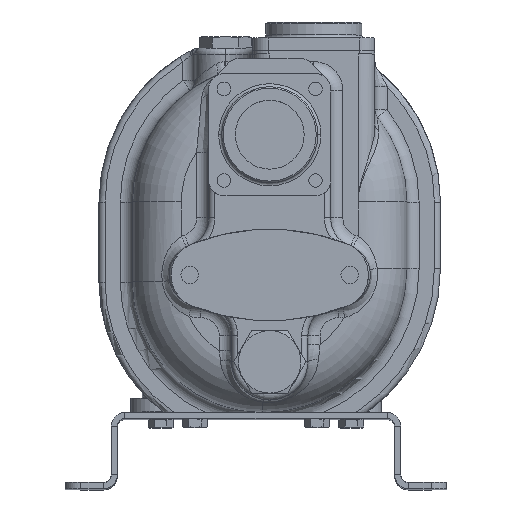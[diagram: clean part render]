
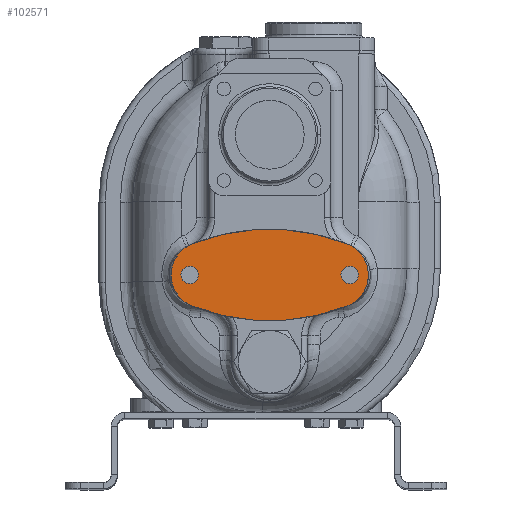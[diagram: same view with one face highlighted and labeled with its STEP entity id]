
A CAD part, top view. The second image highlights one B-rep face of the part: STEP entity #102571.
In plain terms, the highlighted planar face has unit normal (0, 0, 1).
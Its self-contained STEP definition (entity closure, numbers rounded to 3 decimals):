
#41946=CARTESIAN_POINT('',(9.008,-20.,225.3));
#41947=DIRECTION('',(0.,0.,1.));
#41948=DIRECTION('',(0.362,0.932,0.));
#41949=AXIS2_PLACEMENT_3D('',#41946,#41947,#41948);
#41951=CARTESIAN_POINT('',(51.717,90.,225.3));
#41952=DIRECTION('',(0.,0.,1.));
#41953=DIRECTION('',(0.362,-0.932,0.));
#41954=AXIS2_PLACEMENT_3D('',#41951,#41952,#41953);
#41956=CARTESIAN_POINT('',(9.008,200.,225.3));
#41957=DIRECTION('',(0.,0.,1.));
#41958=DIRECTION('',(-0.362,-0.932,0.));
#41959=AXIS2_PLACEMENT_3D('',#41956,#41957,#41958);
#41961=CARTESIAN_POINT('',(-33.7,90.,225.3));
#41962=DIRECTION('',(0.,0.,1.));
#41963=DIRECTION('',(-0.362,0.932,0.));
#41964=AXIS2_PLACEMENT_3D('',#41961,#41962,#41963);
#41966=CARTESIAN_POINT('',(-43.5,90.,225.3));
#41967=DIRECTION('',(0.,0.,1.));
#41968=DIRECTION('',(-1.,0.,0.));
#41969=AXIS2_PLACEMENT_3D('',#41966,#41967,#41968);
#41971=CARTESIAN_POINT('',(-43.5,90.,225.3));
#41972=DIRECTION('',(0.,0.,1.));
#41973=DIRECTION('',(1.,0.,0.));
#41974=AXIS2_PLACEMENT_3D('',#41971,#41972,#41973);
#41976=CARTESIAN_POINT('',(61.5,90.,225.3));
#41977=DIRECTION('',(0.,0.,-1.));
#41978=DIRECTION('',(1.,0.,0.));
#41979=AXIS2_PLACEMENT_3D('',#41976,#41977,#41978);
#41981=CARTESIAN_POINT('',(61.5,90.,225.3));
#41982=DIRECTION('',(0.,0.,-1.));
#41983=DIRECTION('',(-1.,0.,0.));
#41984=AXIS2_PLACEMENT_3D('',#41981,#41982,#41983);
#50337=CARTESIAN_POINT('',(59.67,110.512,225.3));
#50338=CARTESIAN_POINT('',(-41.653,110.512,225.3));
#50339=VERTEX_POINT('',#50337);
#50340=VERTEX_POINT('',#50338);
#50341=CARTESIAN_POINT('',(-41.653,69.488,225.3));
#50342=VERTEX_POINT('',#50341);
#50343=CARTESIAN_POINT('',(59.67,69.488,225.3));
#50344=VERTEX_POINT('',#50343);
#50349=CARTESIAN_POINT('',(-49.25,90.,225.3));
#50350=CARTESIAN_POINT('',(-37.75,90.,225.3));
#50351=VERTEX_POINT('',#50349);
#50352=VERTEX_POINT('',#50350);
#50353=CARTESIAN_POINT('',(67.25,90.,225.3));
#50354=CARTESIAN_POINT('',(55.75,90.,225.3));
#50355=VERTEX_POINT('',#50353);
#50356=VERTEX_POINT('',#50354);
#102547=CARTESIAN_POINT('',(9.,90.,225.3));
#102548=DIRECTION('',(0.,0.,1.));
#102549=DIRECTION('',(1.,0.,0.));
#102550=AXIS2_PLACEMENT_3D('',#102547,#102548,#102549);
#102551=PLANE('',#102550);
#102552=ORIENTED_EDGE('',*,*,#99555,.F.);
#102553=ORIENTED_EDGE('',*,*,#97499,.F.);
#102554=ORIENTED_EDGE('',*,*,#97925,.F.);
#102556=ORIENTED_EDGE('',*,*,#102555,.F.);
#102557=EDGE_LOOP('',(#102552,#102553,#102554,#102556));
#102558=FACE_OUTER_BOUND('',#102557,.F.);
#102560=ORIENTED_EDGE('',*,*,#102559,.T.);
#102562=ORIENTED_EDGE('',*,*,#102561,.T.);
#102563=EDGE_LOOP('',(#102560,#102562));
#102564=FACE_BOUND('',#102563,.F.);
#102566=ORIENTED_EDGE('',*,*,#102565,.F.);
#102568=ORIENTED_EDGE('',*,*,#102567,.F.);
#102569=EDGE_LOOP('',(#102566,#102568));
#102570=FACE_BOUND('',#102569,.F.);
#102571=ADVANCED_FACE('',(#102558,#102564,#102570),#102551,.T.);
#41950=CIRCLE('',#41949,140.);
#41955=CIRCLE('',#41954,22.);
#41960=CIRCLE('',#41959,140.);
#41965=CIRCLE('',#41964,22.);
#41970=CIRCLE('',#41969,5.75);
#41975=CIRCLE('',#41974,5.75);
#41980=CIRCLE('',#41979,5.75);
#41985=CIRCLE('',#41984,5.75);
#97499=EDGE_CURVE('',#50344,#50339,#41955,.T.);
#97925=EDGE_CURVE('',#50342,#50344,#41960,.T.);
#99555=EDGE_CURVE('',#50339,#50340,#41950,.T.);
#102555=EDGE_CURVE('',#50340,#50342,#41965,.T.);
#102559=EDGE_CURVE('',#50351,#50352,#41970,.T.);
#102561=EDGE_CURVE('',#50352,#50351,#41975,.T.);
#102565=EDGE_CURVE('',#50355,#50356,#41980,.T.);
#102567=EDGE_CURVE('',#50356,#50355,#41985,.T.);
